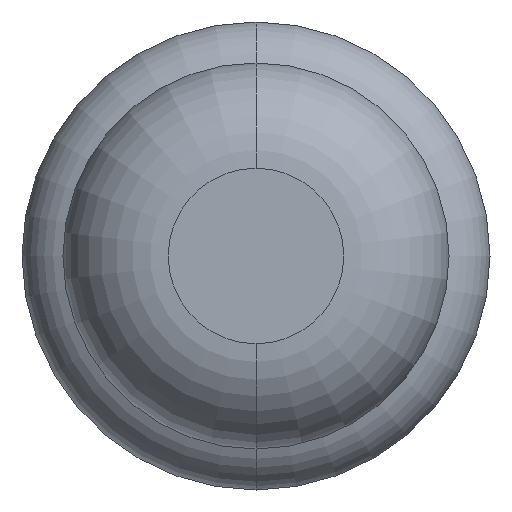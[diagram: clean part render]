
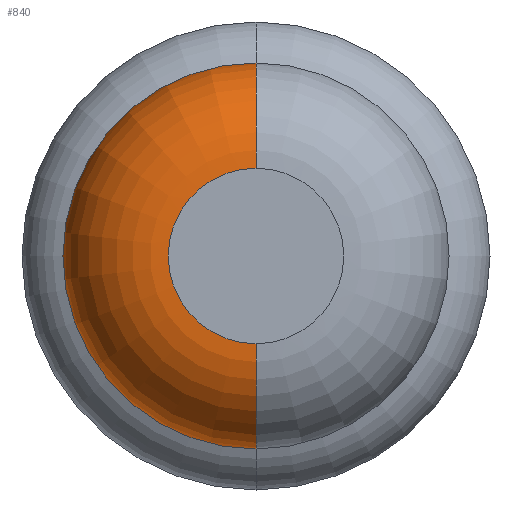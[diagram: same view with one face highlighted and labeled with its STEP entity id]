
A CAD part, front view. The second image highlights one B-rep face of the part: STEP entity #840.
In plain terms, the highlighted toroidal (fillet/blend) face has major radius 0.375 mm and minor radius 0.45 mm.
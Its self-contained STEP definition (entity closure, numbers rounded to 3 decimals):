
#34 = DIRECTION ( 'NONE',  ( 0., 0., -1. ) ) ;
#39 = DIRECTION ( 'NONE',  ( 0., 1., 0. ) ) ;
#220 = CARTESIAN_POINT ( 'NONE',  ( 0., -28.55, 0.825 ) ) ;
#532 = DIRECTION ( 'NONE',  ( 0., 0., 1. ) ) ;
#840 = ADVANCED_FACE ( 'Defeature ausgef�hrt1_11', ( #3441 ), #4108, .T. ) ;
#1029 = EDGE_CURVE ( 'Defeature ausgef�hrt1_12+Defeature ausgef�hrt1_11+Defeature ausgef�hrt1_11+Defeature ausgef�hrt1_11', #3503, #3024, #1361, .T. ) ;
#1037 = DIRECTION ( 'NONE',  ( 1., 0., 0. ) ) ;
#1175 = CARTESIAN_POINT ( 'NONE',  ( 0., -28.55, 0. ) ) ;
#1221 = CARTESIAN_POINT ( 'NONE',  ( 0., -29., 0. ) ) ;
#1355 = CIRCLE ( 'NONE', #2083, 0.375 ) ;
#1361 = CIRCLE ( 'NONE', #3088, 0.825 ) ;
#1411 = CARTESIAN_POINT ( 'NONE',  ( 0., -29., -0.375 ) ) ;
#1505 = CARTESIAN_POINT ( 'NONE',  ( 0., -28.55, -0.825 ) ) ;
#1582 = EDGE_CURVE ( 'NONE', #4387, #3024, #1747, .T. ) ;
#1735 = ORIENTED_EDGE ( 'NONE', *, *, #1582, .T. ) ;
#1747 = CIRCLE ( 'NONE', #3829, 0.45 ) ;
#1893 = DIRECTION ( 'NONE',  ( 0., 0., 1. ) ) ;
#2083 = AXIS2_PLACEMENT_3D ( 'NONE', #1221, #2578, #532 ) ;
#2171 = EDGE_CURVE ( 'NONE', #2665, #3503, #2277, .T. ) ;
#2277 = CIRCLE ( 'NONE', #3208, 0.45 ) ;
#2395 = EDGE_LOOP ( 'NONE', ( #2437, #4125, #1735, #2669 ) ) ;
#2437 = ORIENTED_EDGE ( 'NONE', *, *, #2171, .F. ) ;
#2440 = DIRECTION ( 'NONE',  ( 0., 0., 1. ) ) ;
#2452 = CARTESIAN_POINT ( 'NONE',  ( 0., -28.55, 0. ) ) ;
#2578 = DIRECTION ( 'NONE',  ( 0., 1., 0. ) ) ;
#2665 = VERTEX_POINT ( 'NONE', #1411 ) ;
#2669 = ORIENTED_EDGE ( 'NONE', *, *, #1029, .F. ) ;
#2723 = DIRECTION ( 'NONE',  ( -1., 0., 0. ) ) ;
#2890 = EDGE_CURVE ( 'Defeature ausgef�hrt1_11+Defeature ausgef�hrt1_10+Defeature ausgef�hrt1_10+Defeature ausgef�hrt1_10', #2665, #4387, #1355, .T. ) ;
#2924 = DIRECTION ( 'NONE',  ( 0., 1., 0. ) ) ;
#3024 = VERTEX_POINT ( 'NONE', #220 ) ;
#3088 = AXIS2_PLACEMENT_3D ( 'NONE', #1175, #2924, #1893 ) ;
#3208 = AXIS2_PLACEMENT_3D ( 'NONE', #3420, #1037, #34 ) ;
#3285 = CARTESIAN_POINT ( 'NONE',  ( 0., -29., 0.375 ) ) ;
#3420 = CARTESIAN_POINT ( 'NONE',  ( 0., -28.55, -0.375 ) ) ;
#3441 = FACE_OUTER_BOUND ( 'NONE', #2395, .T. ) ;
#3503 = VERTEX_POINT ( 'NONE', #1505 ) ;
#3829 = AXIS2_PLACEMENT_3D ( 'NONE', #4340, #2723, #4040 ) ;
#4040 = DIRECTION ( 'NONE',  ( 0., 0., 1. ) ) ;
#4056 = AXIS2_PLACEMENT_3D ( 'NONE', #2452, #39, #2440 ) ;
#4108 = TOROIDAL_SURFACE ( 'NONE', #4056, 0.375, 0.45 ) ;
#4125 = ORIENTED_EDGE ( 'NONE', *, *, #2890, .T. ) ;
#4340 = CARTESIAN_POINT ( 'NONE',  ( 0., -28.55, 0.375 ) ) ;
#4387 = VERTEX_POINT ( 'NONE', #3285 ) ;
